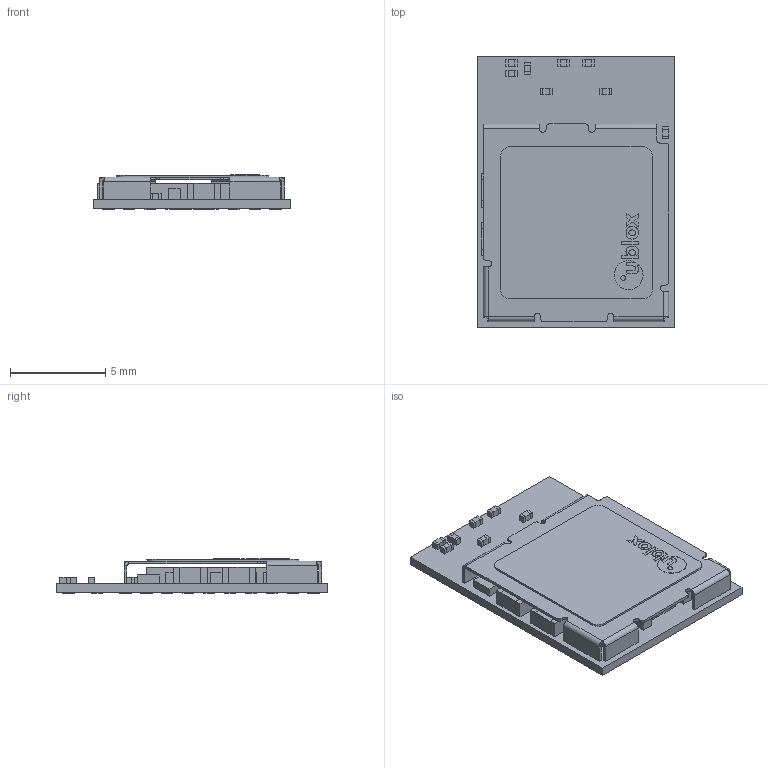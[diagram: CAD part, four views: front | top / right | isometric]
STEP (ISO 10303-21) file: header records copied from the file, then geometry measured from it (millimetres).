
FILE_DESCRIPTION(('Open CASCADE Model'),'2;1');
FILE_NAME('Open CASCADE Shape Model','2020-10-07T16:20:03',('Author'),( 'Open CASCADE'),'Open CASCADE STEP processor 6.8','Open CASCADE 6.8' ,'Unknown');
FILE_SCHEMA(('AUTOMOTIVE_DESIGN { 1 0 10303 214 1 1 1 1 }'));
Length unit declared in the file: millimetre
Products named in the file (85): PCB; Board; Open CASCADE STEP translator 6.8 3.1.1; E1; label_with_logo_8x8; label_8x8; logo_full_4mm; logo_x_4mm; logo_o_4mm; logo_l_4mm; logo_b_4mm; logo_u_4mm; UBXH04-0000650_NORA-TYPE-1_SHIELD_rev3; C25; 6438983040; Extruded; 6438981200; L1; 6438400496; 6438400016; J1; 6438983360; C29; C28; C27; C26; C16; 6438979360; 6438978880; C1; R1; 6438399056; 6438398816; L4; C24; C23; C22; L3; 6438982480; C15 ...
Assembly tree (253 placements, depth 5):
  PCB
    Board
      Open CASCADE STEP translator 6.8 3.1.1
    E1
      label_with_logo_8x8
        label_8x8
        logo_full_4mm
          logo_x_4mm
          logo_o_4mm
          logo_l_4mm
          logo_b_4mm
          logo_u_4mm
      UBXH04-0000650_NORA-TYPE-1_SHIELD_rev3
    C25
      6438983040  x2
        Extruded
      6438981200
        Extruded
    L1
      6438400496  x2
        Extruded
      6438400016
        Extruded
    J1
      6438983360  x82
        Extruded
    C29
      6438981200
        Extruded
      6438983040  x2
        Extruded
    C28
      6438981200
        Extruded
      6438983040  x2
        Extruded
    C27
      6438981200
        Extruded
      6438983040  x2
        Extruded
    C26
      6438981200
        Extruded
      6438983040  x2
        Extruded
    C16
      6438979360  x2
        Extruded
      6438978880
        Extruded
    C1
      6438978880
        Extruded
      6438979360  x2
        Extruded
    R1
      6438399056
        Extruded
      6438398816  x2
Bounding box: 10.4 x 14.3 x 1.79 mm (x, y, z)
Volume: 152 mm3; surface area: 1099.4 mm2
Topology: 195 solids, 195 shells, 3217 faces, 8078 edges, 5369 vertices
Faces by surface type: plane 3014, cylinder 148, bspline 55
Full cylindrical faces by diameter (mm): 0.2 x116, 0.4 x1
Entity records: 20237 total; most frequent: CARTESIAN_POINT 3636, DIRECTION 2824, ORIENTED_EDGE 2380, EDGE_CURVE 1190, AXIS2_PLACEMENT_3D 1079, VERTEX_POINT 777, FACE_BOUND 707, EDGE_LOOP 707
